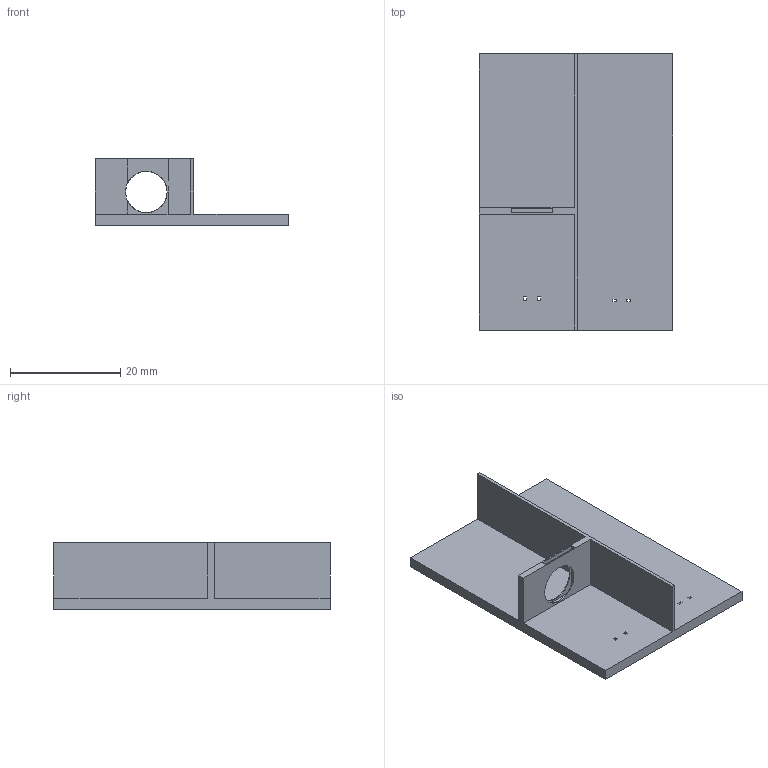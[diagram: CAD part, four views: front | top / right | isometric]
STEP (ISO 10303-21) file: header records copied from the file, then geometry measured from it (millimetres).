
FILE_DESCRIPTION (( 'STEP AP203' ), '1' );
FILE_NAME ('lb1.STEP', '2022-01-10T21:16:43', ( '' ), ( '' ), 'SwSTEP 2.0', 'SolidWorks 2021', '' );
FILE_SCHEMA (( 'CONFIG_CONTROL_DESIGN' ));
Length unit declared in the file: millimetre
Products named in the file (1): lb1
Bounding box: 35 x 50 x 12 mm (x, y, z)
Volume: 3950.2 mm3; surface area: 5212.5 mm2
Topology: 1 solids, 1 shells, 38 faces, 111 edges, 74 vertices
Faces by surface type: plane 36, bspline 2
Entity records: 1342 total; most frequent: CARTESIAN_POINT 262, ORIENTED_EDGE 222, DIRECTION 177, EDGE_CURVE 111, VECTOR 103, LINE 103, VERTEX_POINT 74, EDGE_LOOP 49
